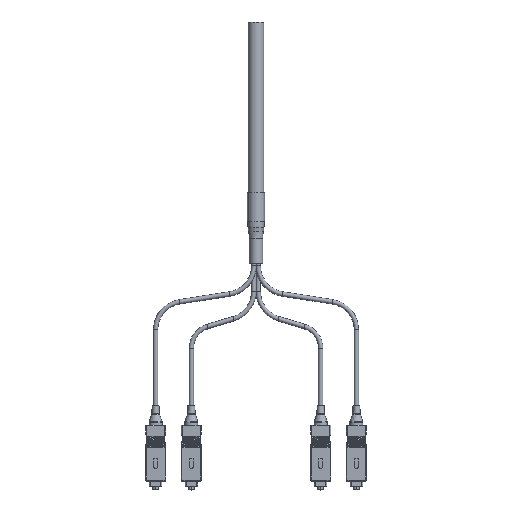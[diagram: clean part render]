
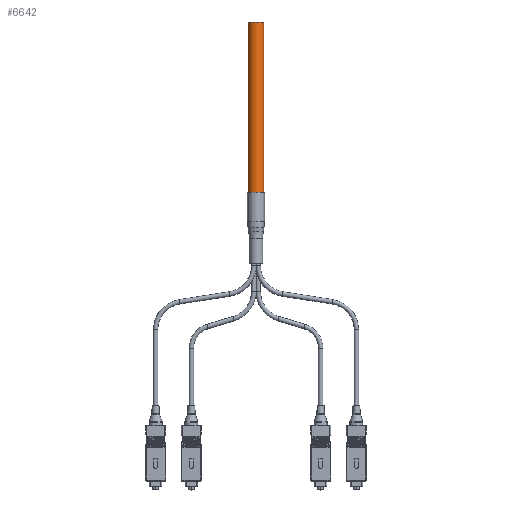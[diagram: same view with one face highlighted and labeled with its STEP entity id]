
A CAD part, top view. The second image highlights one B-rep face of the part: STEP entity #6642.
In plain terms, the highlighted cylindrical face has radius 3.556 mm (diameter 7.112 mm), a partial arc.
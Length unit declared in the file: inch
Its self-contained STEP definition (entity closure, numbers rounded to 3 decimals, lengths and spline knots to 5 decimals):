
#564 = CYLINDRICAL_SURFACE ( 'NONE', #6895, 0.14 ) ;
#769 = CARTESIAN_POINT ( 'NONE',  ( 0., 0., 1.5 ) ) ;
#1587 = EDGE_CURVE ( 'NONE', #4591, #7485, #4908, .T. ) ;
#2852 = CIRCLE ( 'NONE', #3717, 0.14 ) ;
#3108 = CARTESIAN_POINT ( 'NONE',  ( 0., 0., 1.5 ) ) ;
#3305 = VECTOR ( 'NONE', #7863, 39.37008 ) ;
#3707 = AXIS2_PLACEMENT_3D ( 'NONE', #11386, #7103, #7624 ) ;
#3717 = AXIS2_PLACEMENT_3D ( 'NONE', #3108, #11212, #10252 ) ;
#3909 = ORIENTED_EDGE ( 'NONE', *, *, #8156, .F. ) ;
#4003 = CARTESIAN_POINT ( 'NONE',  ( -0.14, 0., -1.5 ) ) ;
#4232 = DIRECTION ( 'NONE',  ( -1., 0., 0. ) ) ;
#4309 = EDGE_CURVE ( 'NONE', #9335, #6800, #2852, .T. ) ;
#4591 = VERTEX_POINT ( 'NONE', #11300 ) ;
#4728 = LINE ( 'NONE', #11209, #3305 ) ;
#4908 = CIRCLE ( 'NONE', #3707, 0.14 ) ;
#5042 = VECTOR ( 'NONE', #10482, 39.37008 ) ;
#5450 = EDGE_CURVE ( 'NONE', #9335, #4591, #9950, .T. ) ;
#6642 = ADVANCED_FACE ( 'NONE', ( #6844 ), #564, .T. ) ;
#6800 = VERTEX_POINT ( 'NONE', #10128 ) ;
#6844 = FACE_OUTER_BOUND ( 'NONE', #7605, .T. ) ;
#6895 = AXIS2_PLACEMENT_3D ( 'NONE', #769, #7783, #4232 ) ;
#7103 = DIRECTION ( 'NONE',  ( 0., 0., 1. ) ) ;
#7485 = VERTEX_POINT ( 'NONE', #4003 ) ;
#7605 = EDGE_LOOP ( 'NONE', ( #10072, #8067, #10205, #3909 ) ) ;
#7624 = DIRECTION ( 'NONE',  ( 1., 0., 0. ) ) ;
#7783 = DIRECTION ( 'NONE',  ( 0., 0., -1. ) ) ;
#7863 = DIRECTION ( 'NONE',  ( 0., 0., -1. ) ) ;
#8067 = ORIENTED_EDGE ( 'NONE', *, *, #5450, .T. ) ;
#8156 = EDGE_CURVE ( 'NONE', #6800, #7485, #4728, .T. ) ;
#8694 = CARTESIAN_POINT ( 'NONE',  ( 0.14, 0., 1.5 ) ) ;
#9209 = CARTESIAN_POINT ( 'NONE',  ( 0.14, 0., 1.5 ) ) ;
#9335 = VERTEX_POINT ( 'NONE', #9209 ) ;
#9950 = LINE ( 'NONE', #8694, #5042 ) ;
#10072 = ORIENTED_EDGE ( 'NONE', *, *, #4309, .F. ) ;
#10128 = CARTESIAN_POINT ( 'NONE',  ( -0.14, 0., 1.5 ) ) ;
#10205 = ORIENTED_EDGE ( 'NONE', *, *, #1587, .T. ) ;
#10252 = DIRECTION ( 'NONE',  ( 1., 0., 0. ) ) ;
#10482 = DIRECTION ( 'NONE',  ( 0., 0., -1. ) ) ;
#11209 = CARTESIAN_POINT ( 'NONE',  ( -0.14, 0., 1.5 ) ) ;
#11212 = DIRECTION ( 'NONE',  ( 0., 0., 1. ) ) ;
#11300 = CARTESIAN_POINT ( 'NONE',  ( 0.14, 0., -1.5 ) ) ;
#11386 = CARTESIAN_POINT ( 'NONE',  ( 0., 0., -1.5 ) ) ;
